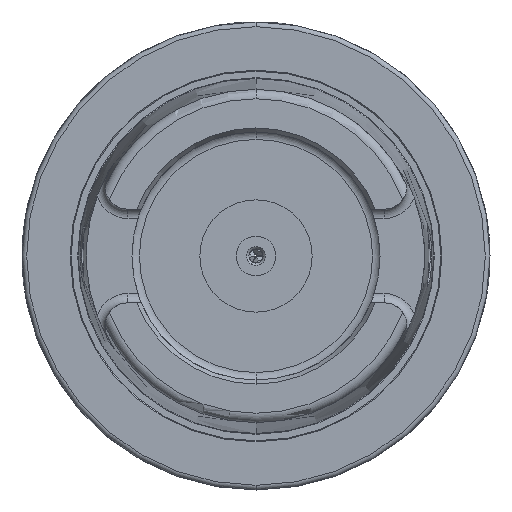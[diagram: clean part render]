
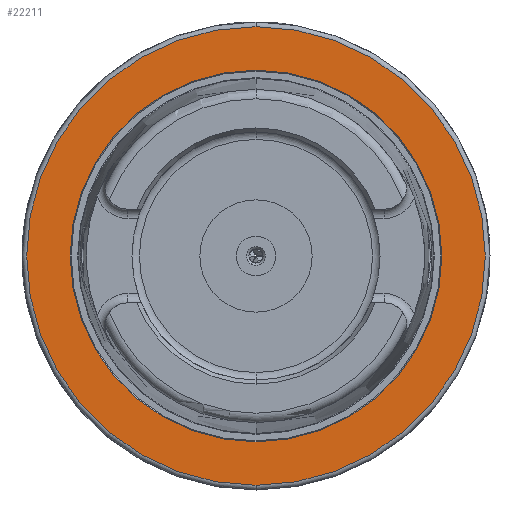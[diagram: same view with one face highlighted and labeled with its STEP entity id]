
A CAD part, front view. The second image highlights one B-rep face of the part: STEP entity #22211.
In plain terms, the highlighted planar face has unit normal (0, -1, 0).
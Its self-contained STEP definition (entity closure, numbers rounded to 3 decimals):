
#247 = ORIENTED_EDGE ( 'NONE', *, *, #34496, .T. ) ;
#752 = EDGE_LOOP ( 'NONE', ( #247, #18695 ) ) ;
#1332 = CARTESIAN_POINT ( 'NONE',  ( 0., 50., -49. ) ) ;
#2975 = CIRCLE ( 'NONE', #39149, 49. ) ;
#4028 = DIRECTION ( 'NONE',  ( 0., -1., 0. ) ) ;
#4124 = AXIS2_PLACEMENT_3D ( 'NONE', #42186, #34970, #46101 ) ;
#4959 = PLANE ( 'NONE',  #4124 ) ;
#6511 = CARTESIAN_POINT ( 'NONE',  ( 0., 50., 49. ) ) ;
#11480 = AXIS2_PLACEMENT_3D ( 'NONE', #13069, #16851, #20937 ) ;
#12021 = CIRCLE ( 'NONE', #11480, 39.7 ) ;
#12216 = CARTESIAN_POINT ( 'NONE',  ( 0., 50., -39.7 ) ) ;
#12257 = AXIS2_PLACEMENT_3D ( 'NONE', #15664, #4028, #19403 ) ;
#13069 = CARTESIAN_POINT ( 'NONE',  ( 0., 50., 0. ) ) ;
#15664 = CARTESIAN_POINT ( 'NONE',  ( 0., 50., 0. ) ) ;
#15812 = CIRCLE ( 'NONE', #12257, 49. ) ;
#15966 = EDGE_CURVE ( 'NONE', #42135, #40671, #2975, .T. ) ;
#16272 = ORIENTED_EDGE ( 'NONE', *, *, #44966, .T. ) ;
#16851 = DIRECTION ( 'NONE',  ( 0., 1., 0. ) ) ;
#18695 = ORIENTED_EDGE ( 'NONE', *, *, #37792, .T. ) ;
#19403 = DIRECTION ( 'NONE',  ( 0., 0., -1. ) ) ;
#20937 = DIRECTION ( 'NONE',  ( 0., 0., 1. ) ) ;
#21122 = DIRECTION ( 'NONE',  ( 0., 0., 1. ) ) ;
#22211 = ADVANCED_FACE ( 'NONE', ( #39036, #34342 ), #4959, .T. ) ;
#22615 = EDGE_LOOP ( 'NONE', ( #39024, #16272 ) ) ;
#24606 = CARTESIAN_POINT ( 'NONE',  ( 0., 50., 39.7 ) ) ;
#31946 = VERTEX_POINT ( 'NONE', #24606 ) ;
#32416 = CARTESIAN_POINT ( 'NONE',  ( 0., 50., 0. ) ) ;
#34342 = FACE_BOUND ( 'NONE', #752, .T. ) ;
#34496 = EDGE_CURVE ( 'NONE', #41305, #31946, #38186, .T. ) ;
#34970 = DIRECTION ( 'NONE',  ( 0., -1., 0. ) ) ;
#35245 = AXIS2_PLACEMENT_3D ( 'NONE', #32416, #36373, #21122 ) ;
#36373 = DIRECTION ( 'NONE',  ( 0., 1., 0. ) ) ;
#36524 = DIRECTION ( 'NONE',  ( 0., -1., 0. ) ) ;
#37792 = EDGE_CURVE ( 'NONE', #31946, #41305, #12021, .T. ) ;
#38186 = CIRCLE ( 'NONE', #35245, 39.7 ) ;
#39024 = ORIENTED_EDGE ( 'NONE', *, *, #15966, .T. ) ;
#39036 = FACE_OUTER_BOUND ( 'NONE', #22615, .T. ) ;
#39149 = AXIS2_PLACEMENT_3D ( 'NONE', #48117, #36524, #48443 ) ;
#40671 = VERTEX_POINT ( 'NONE', #6511 ) ;
#41305 = VERTEX_POINT ( 'NONE', #12216 ) ;
#42135 = VERTEX_POINT ( 'NONE', #1332 ) ;
#42186 = CARTESIAN_POINT ( 'NONE',  ( 0., 50., 0. ) ) ;
#44966 = EDGE_CURVE ( 'NONE', #40671, #42135, #15812, .T. ) ;
#46101 = DIRECTION ( 'NONE',  ( 0., 0., -1. ) ) ;
#48117 = CARTESIAN_POINT ( 'NONE',  ( 0., 50., 0. ) ) ;
#48443 = DIRECTION ( 'NONE',  ( 0., 0., -1. ) ) ;
